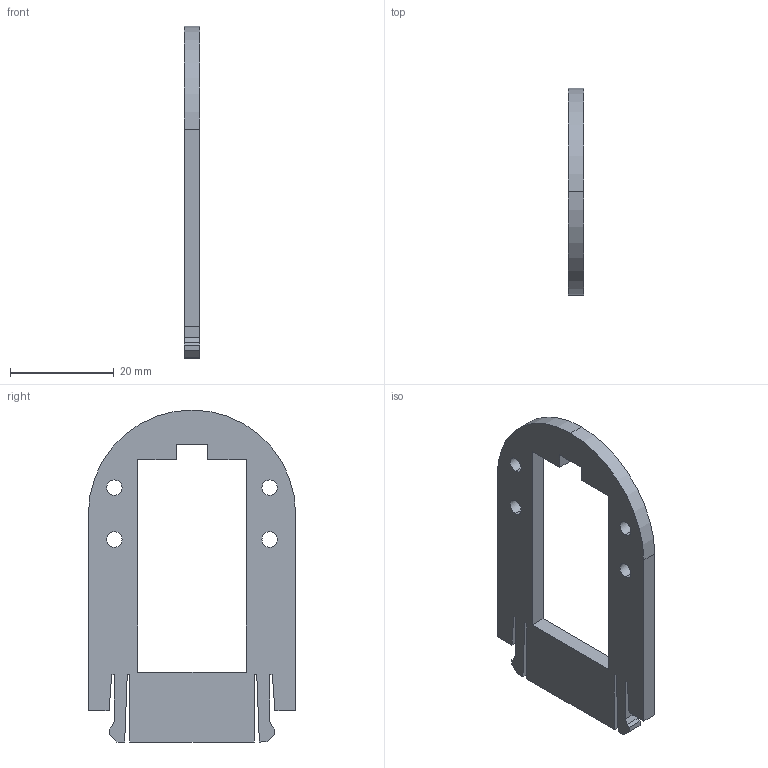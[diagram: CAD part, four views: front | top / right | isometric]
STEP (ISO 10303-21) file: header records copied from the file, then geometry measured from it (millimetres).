
FILE_DESCRIPTION (( 'STEP AP203' ), '1' );
FILE_NAME ('joint-frame-1.step', '2015-02-17T13:15:29', ( 'Cesar' ), ( '' ), 'SwSTEP 2.0', 'SolidWorks 2013', '' );
FILE_SCHEMA (( 'CONFIG_CONTROL_DESIGN' ));
Length unit declared in the file: millimetre
Products named in the file (1): joint-frame-1
Bounding box: 3 x 40 x 64.1 mm (x, y, z)
Volume: 4197.1 mm3; surface area: 4111.1 mm2
Topology: 1 solids, 1 shells, 47 faces, 135 edges, 90 vertices
Faces by surface type: plane 37, cylinder 10
Entity records: 1626 total; most frequent: CARTESIAN_POINT 273, ORIENTED_EDGE 270, DIRECTION 251, EDGE_CURVE 135, LINE 115, VECTOR 115, VERTEX_POINT 90, AXIS2_PLACEMENT_3D 68
